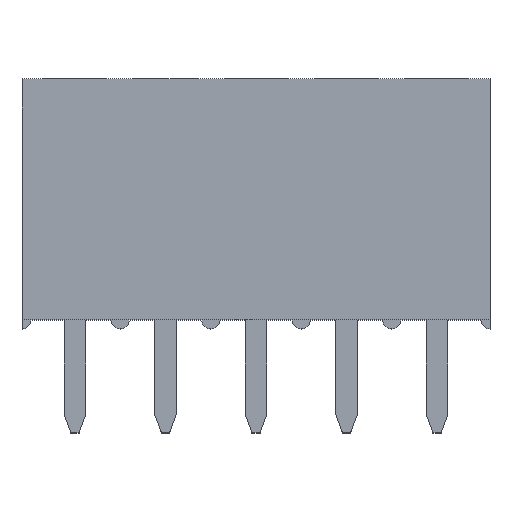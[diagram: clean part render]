
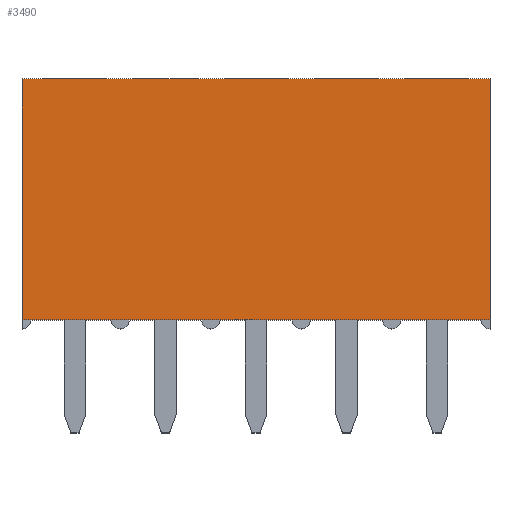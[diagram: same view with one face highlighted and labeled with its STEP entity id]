
A CAD part, top view. The second image highlights one B-rep face of the part: STEP entity #3490.
In plain terms, the highlighted planar face has unit normal (0, 0, 1).
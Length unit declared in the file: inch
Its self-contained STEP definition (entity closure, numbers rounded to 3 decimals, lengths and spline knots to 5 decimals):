
#36 = LINE ( 'NONE', #73, #1131 ) ;
#42 = LINE ( 'NONE', #2012, #552 ) ;
#71 = AXIS2_PLACEMENT_3D ( 'NONE', #2322, #805, #3172 ) ;
#73 = CARTESIAN_POINT ( 'NONE',  ( -0.2585, 0.276, 0.1 ) ) ;
#466 = VERTEX_POINT ( 'NONE', #836 ) ;
#507 = CARTESIAN_POINT ( 'NONE',  ( -0.2585, 0.276, 0.1 ) ) ;
#531 = EDGE_CURVE ( 'NONE', #466, #3092, #42, .T. ) ;
#543 = PLANE ( 'NONE',  #71 ) ;
#552 = VECTOR ( 'NONE', #2827, 39.37008 ) ;
#567 = LINE ( 'NONE', #3436, #2588 ) ;
#610 = EDGE_LOOP ( 'NONE', ( #1784, #930, #2060, #829 ) ) ;
#805 = DIRECTION ( 'NONE',  ( 0., 0., -1. ) ) ;
#829 = ORIENTED_EDGE ( 'NONE', *, *, #907, .F. ) ;
#836 = CARTESIAN_POINT ( 'NONE',  ( -0.2585, 0.01, 0.1 ) ) ;
#864 = CARTESIAN_POINT ( 'NONE',  ( 0.2585, 0.276, 0.1 ) ) ;
#869 = CARTESIAN_POINT ( 'NONE',  ( 0.2585, 0.01, 0.1 ) ) ;
#907 = EDGE_CURVE ( 'NONE', #3563, #3092, #567, .T. ) ;
#930 = ORIENTED_EDGE ( 'NONE', *, *, #1774, .T. ) ;
#1046 = FACE_OUTER_BOUND ( 'NONE', #610, .T. ) ;
#1131 = VECTOR ( 'NONE', #2050, 39.37008 ) ;
#1700 = DIRECTION ( 'NONE',  ( 0., -1., 0. ) ) ;
#1774 = EDGE_CURVE ( 'NONE', #2956, #466, #2111, .T. ) ;
#1784 = ORIENTED_EDGE ( 'NONE', *, *, #2704, .F. ) ;
#1841 = VECTOR ( 'NONE', #2692, 39.37008 ) ;
#2012 = CARTESIAN_POINT ( 'NONE',  ( -0.2585, 0.01, 0.1 ) ) ;
#2050 = DIRECTION ( 'NONE',  ( 1., 0., 0. ) ) ;
#2060 = ORIENTED_EDGE ( 'NONE', *, *, #531, .T. ) ;
#2111 = LINE ( 'NONE', #3537, #1841 ) ;
#2322 = CARTESIAN_POINT ( 'NONE',  ( -0.2585, 1.10634, 0.1 ) ) ;
#2588 = VECTOR ( 'NONE', #1700, 39.37008 ) ;
#2692 = DIRECTION ( 'NONE',  ( 0., -1., 0. ) ) ;
#2704 = EDGE_CURVE ( 'NONE', #2956, #3563, #36, .T. ) ;
#2827 = DIRECTION ( 'NONE',  ( 1., 0., 0. ) ) ;
#2956 = VERTEX_POINT ( 'NONE', #507 ) ;
#3092 = VERTEX_POINT ( 'NONE', #869 ) ;
#3172 = DIRECTION ( 'NONE',  ( -1., 0., 0. ) ) ;
#3436 = CARTESIAN_POINT ( 'NONE',  ( 0.2585, 1.10634, 0.1 ) ) ;
#3490 = ADVANCED_FACE ( 'NONE', ( #1046 ), #543, .F. ) ;
#3537 = CARTESIAN_POINT ( 'NONE',  ( -0.2585, 1.10634, 0.1 ) ) ;
#3563 = VERTEX_POINT ( 'NONE', #864 ) ;
